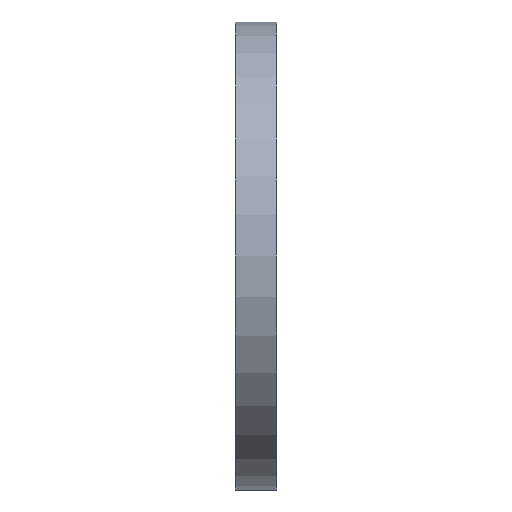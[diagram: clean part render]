
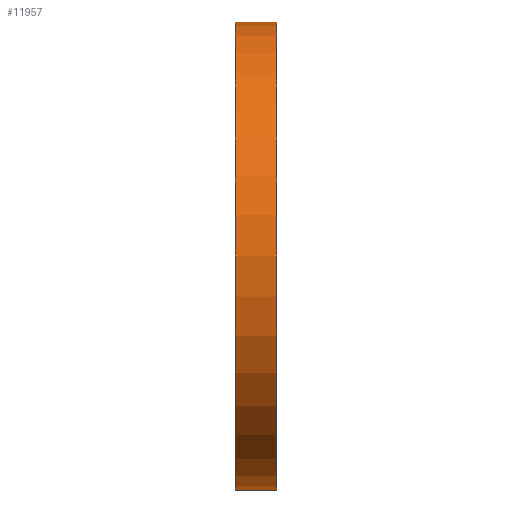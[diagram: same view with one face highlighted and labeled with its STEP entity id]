
A CAD part, left-side view. The second image highlights one B-rep face of the part: STEP entity #11957.
In plain terms, the highlighted cylindrical face has radius 22.5 mm (diameter 45 mm), a partial arc.
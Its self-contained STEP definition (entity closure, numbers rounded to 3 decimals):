
#343 = EDGE_CURVE ( 'NONE', #6894, #1967, #2129, .T. ) ;
#679 = DIRECTION ( 'NONE',  ( 0., -1., 0. ) ) ;
#1872 = AXIS2_PLACEMENT_3D ( 'NONE', #12766, #10732, #8654 ) ;
#1967 = VERTEX_POINT ( 'NONE', #9440 ) ;
#2129 = LINE ( 'NONE', #5009, #9815 ) ;
#2172 = AXIS2_PLACEMENT_3D ( 'NONE', #4134, #6033, #3147 ) ;
#2778 = DIRECTION ( 'NONE',  ( 0., 0., -1. ) ) ;
#2792 = EDGE_LOOP ( 'NONE', ( #3039, #12380, #5013, #6604 ) ) ;
#3039 = ORIENTED_EDGE ( 'NONE', *, *, #343, .F. ) ;
#3147 = DIRECTION ( 'NONE',  ( 0., 0., 1. ) ) ;
#3710 = CARTESIAN_POINT ( 'NONE',  ( 0., 2., -22.5 ) ) ;
#3903 = VECTOR ( 'NONE', #10757, 1000. ) ;
#4134 = CARTESIAN_POINT ( 'NONE',  ( 0., -2., 0. ) ) ;
#5009 = CARTESIAN_POINT ( 'NONE',  ( 0., 2., 22.5 ) ) ;
#5013 = ORIENTED_EDGE ( 'NONE', *, *, #8189, .T. ) ;
#5680 = CARTESIAN_POINT ( 'NONE',  ( 0., -2., -22.5 ) ) ;
#6033 = DIRECTION ( 'NONE',  ( 0., 1., 0. ) ) ;
#6130 = CIRCLE ( 'NONE', #2172, 22.5 ) ;
#6604 = ORIENTED_EDGE ( 'NONE', *, *, #7246, .T. ) ;
#6894 = VERTEX_POINT ( 'NONE', #8469 ) ;
#7246 = EDGE_CURVE ( 'NONE', #12375, #1967, #6130, .T. ) ;
#8189 = EDGE_CURVE ( 'NONE', #11755, #12375, #12593, .T. ) ;
#8469 = CARTESIAN_POINT ( 'NONE',  ( 0., 2., 22.5 ) ) ;
#8654 = DIRECTION ( 'NONE',  ( 0., 0., 1. ) ) ;
#9090 = DIRECTION ( 'NONE',  ( 0., -1., 0. ) ) ;
#9440 = CARTESIAN_POINT ( 'NONE',  ( 0., -2., 22.5 ) ) ;
#9815 = VECTOR ( 'NONE', #9090, 1000. ) ;
#10732 = DIRECTION ( 'NONE',  ( 0., 1., 0. ) ) ;
#10757 = DIRECTION ( 'NONE',  ( 0., -1., 0. ) ) ;
#10827 = CARTESIAN_POINT ( 'NONE',  ( 0., 2., 0. ) ) ;
#11468 = CYLINDRICAL_SURFACE ( 'NONE', #11818, 22.5 ) ;
#11755 = VERTEX_POINT ( 'NONE', #12398 ) ;
#11818 = AXIS2_PLACEMENT_3D ( 'NONE', #10827, #679, #2778 ) ;
#11930 = FACE_OUTER_BOUND ( 'NONE', #2792, .T. ) ;
#11957 = ADVANCED_FACE ( 'NONE', ( #11930 ), #11468, .T. ) ;
#12375 = VERTEX_POINT ( 'NONE', #5680 ) ;
#12380 = ORIENTED_EDGE ( 'NONE', *, *, #12800, .F. ) ;
#12398 = CARTESIAN_POINT ( 'NONE',  ( 0., 2., -22.5 ) ) ;
#12593 = LINE ( 'NONE', #3710, #3903 ) ;
#12766 = CARTESIAN_POINT ( 'NONE',  ( 0., 2., 0. ) ) ;
#12800 = EDGE_CURVE ( 'NONE', #11755, #6894, #13018, .T. ) ;
#13018 = CIRCLE ( 'NONE', #1872, 22.5 ) ;
